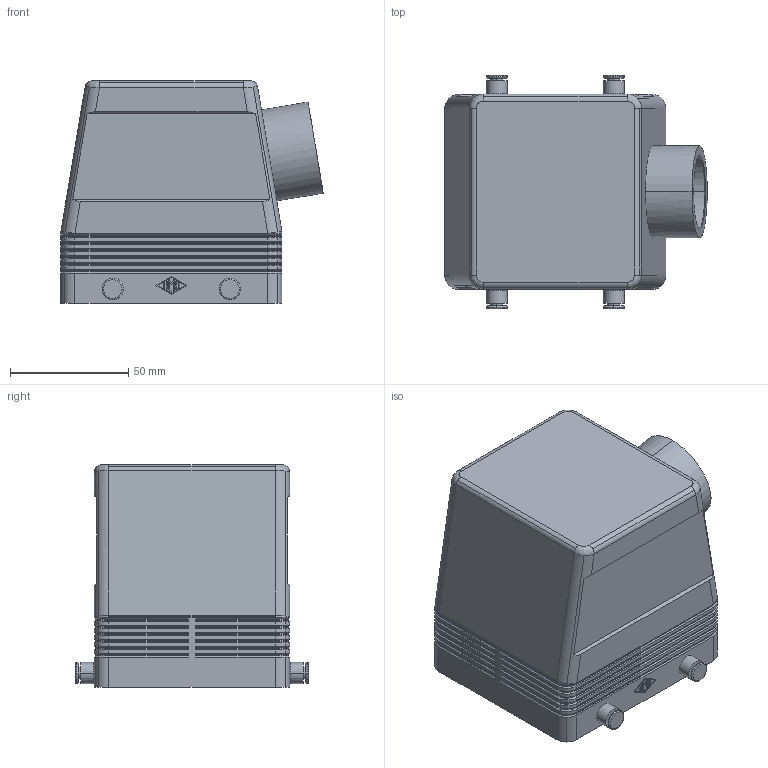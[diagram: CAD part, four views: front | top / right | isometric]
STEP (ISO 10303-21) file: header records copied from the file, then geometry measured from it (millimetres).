
FILE_DESCRIPTION((''),'2;1');
FILE_NAME('MHO 32.32.stp','2006-12-14T02:08:35',('gembarski'),(''),'Autodesk Inventor 7','Autodesk Inventor 7','');
FILE_SCHEMA(('AUTOMOTIVE_DESIGN { 1 0 10303 214 1 1 1 1 }'));
Length unit declared in the file: millimetre
Products named in the file (1): MHO 32.32
Bounding box: 110.96 x 98.5 x 94 mm (x, y, z)
Volume: 153549.5 mm3; surface area: 79525.3 mm2
Topology: 1 solids, 1 shells, 613 faces, 1549 edges, 962 vertices
Faces by surface type: plane 207, cylinder 158, bspline 126, cone 106, torus 12, sphere 4
Entity records: 19494 total; most frequent: CARTESIAN_POINT 4813, ORIENTED_EDGE 3066, DIRECTION 3063, EDGE_CURVE 1533, AXIS2_PLACEMENT_3D 1046, VECTOR 971, LINE 971, VERTEX_POINT 962
